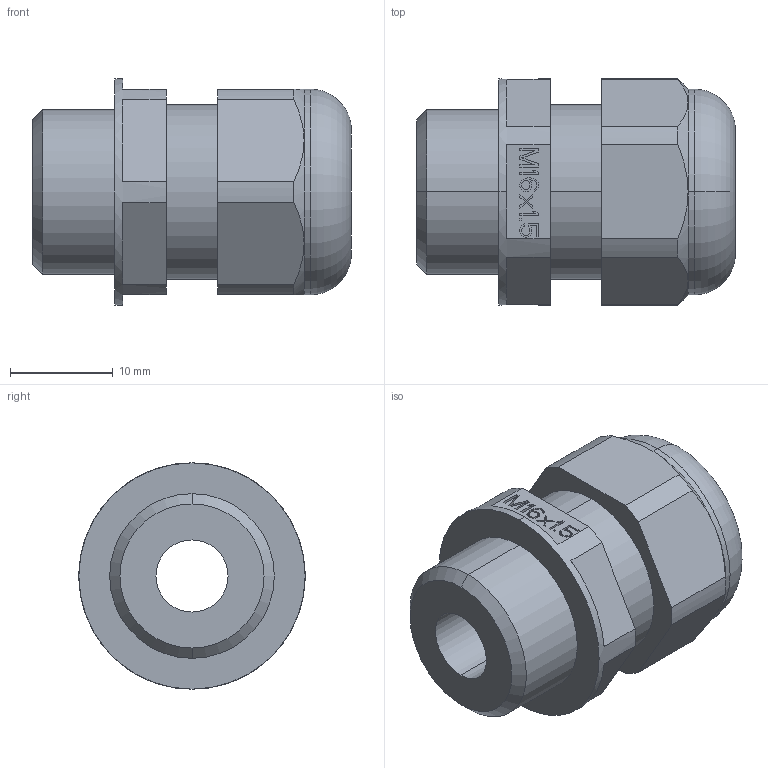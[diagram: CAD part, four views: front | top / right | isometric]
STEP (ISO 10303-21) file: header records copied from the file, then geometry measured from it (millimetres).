
FILE_DESCRIPTION(/* description */ (''),/* implementation_level */ '2;1');
FILE_NAME(/* name */ 'N 16 160 0127.stp',/* time_stamp */ '2016-12-01T16:00:58+01:00',/* author */ (''),/* organization */ (''),/* preprocessor_version */ 'ST-DEVELOPER v15',/* originating_system */ 'SIEMENS PLM Software NX 9.0',/* authorisation */ '');
FILE_SCHEMA (('CONFIG_CONTROL_DESIGN'));
Length unit declared in the file: millimetre
Products named in the file (1): n 16 160 0127nxm001-01
Bounding box: 31 x 22 x 22 mm (x, y, z)
Volume: 7386.9 mm3; surface area: 3320.9 mm2
Topology: 1 solids, 1 shells, 200 faces, 553 edges, 364 vertices
Faces by surface type: plane 174, cylinder 16, cone 8, torus 2
Entity records: 6347 total; most frequent: CARTESIAN_POINT 1154, ORIENTED_EDGE 1098, DIRECTION 989, EDGE_CURVE 549, LINE 481, VECTOR 481, VERTEX_POINT 363, AXIS2_PLACEMENT_3D 254
